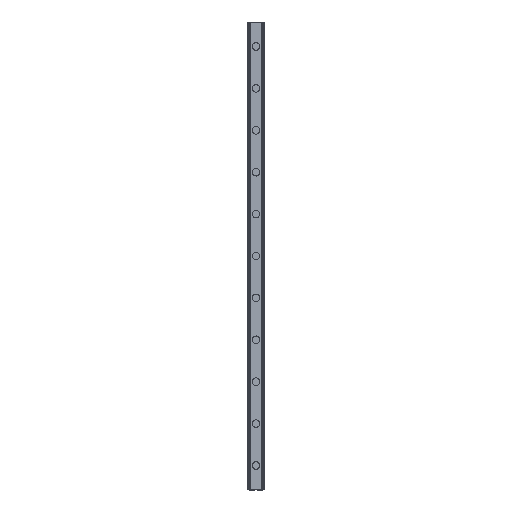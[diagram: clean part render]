
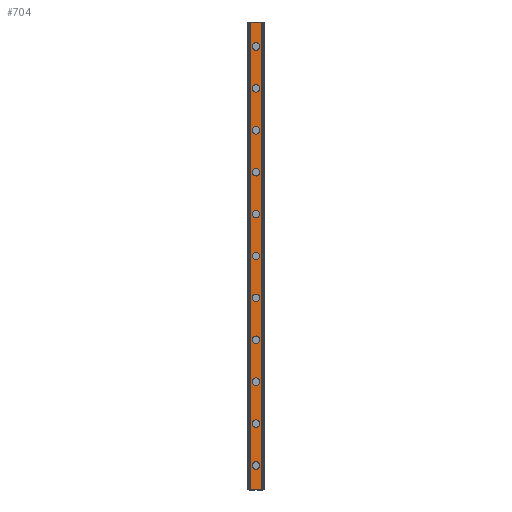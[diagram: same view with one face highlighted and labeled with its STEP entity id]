
A CAD part, top view. The second image highlights one B-rep face of the part: STEP entity #704.
In plain terms, the highlighted planar face has unit normal (0, 0, 1).
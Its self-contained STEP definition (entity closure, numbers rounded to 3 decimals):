
#704=ADVANCED_FACE('',(#1441,#1442,#1443,#1444,#1445,#1446,#1447,#1448,#1449,#1450,#1451,#1452),#1453,.T.);
#1441=FACE_BOUND('',#2204,.T.);
#1442=FACE_BOUND('',#2205,.T.);
#1443=FACE_BOUND('',#2206,.T.);
#1444=FACE_BOUND('',#2207,.T.);
#1445=FACE_BOUND('',#2208,.T.);
#1446=FACE_BOUND('',#2209,.T.);
#1447=FACE_BOUND('',#2210,.T.);
#1448=FACE_BOUND('',#2211,.T.);
#1449=FACE_BOUND('',#2212,.T.);
#1450=FACE_BOUND('',#2213,.T.);
#1451=FACE_BOUND('',#2214,.T.);
#1452=FACE_OUTER_BOUND('',#2215,.T.);
#1453=PLANE('',#2216);
#2204=EDGE_LOOP('',(#4299,#4300));
#2205=EDGE_LOOP('',(#4301,#4302));
#2206=EDGE_LOOP('',(#4303,#4304));
#2207=EDGE_LOOP('',(#4305,#4306));
#2208=EDGE_LOOP('',(#4307,#4308));
#2209=EDGE_LOOP('',(#4309,#4310));
#2210=EDGE_LOOP('',(#4311,#4312));
#2211=EDGE_LOOP('',(#4313,#4314));
#2212=EDGE_LOOP('',(#4315,#4316));
#2213=EDGE_LOOP('',(#4317,#4318));
#2214=EDGE_LOOP('',(#4319,#4320));
#2215=EDGE_LOOP('',(#4321,#4322,#4323,#4324));
#2216=AXIS2_PLACEMENT_3D('',#4325,#4326,#4327);
#4299=ORIENTED_EDGE('',*,*,#4705,.T.);
#4300=ORIENTED_EDGE('',*,*,#5164,.T.);
#4301=ORIENTED_EDGE('',*,*,#4691,.T.);
#4302=ORIENTED_EDGE('',*,*,#5204,.T.);
#4303=ORIENTED_EDGE('',*,*,#4677,.T.);
#4304=ORIENTED_EDGE('',*,*,#5219,.T.);
#4305=ORIENTED_EDGE('',*,*,#4663,.T.);
#4306=ORIENTED_EDGE('',*,*,#5234,.T.);
#4307=ORIENTED_EDGE('',*,*,#4649,.T.);
#4308=ORIENTED_EDGE('',*,*,#5249,.T.);
#4309=ORIENTED_EDGE('',*,*,#4635,.T.);
#4310=ORIENTED_EDGE('',*,*,#5264,.T.);
#4311=ORIENTED_EDGE('',*,*,#4621,.T.);
#4312=ORIENTED_EDGE('',*,*,#5279,.T.);
#4313=ORIENTED_EDGE('',*,*,#4607,.T.);
#4314=ORIENTED_EDGE('',*,*,#5294,.T.);
#4315=ORIENTED_EDGE('',*,*,#4593,.T.);
#4316=ORIENTED_EDGE('',*,*,#5309,.T.);
#4317=ORIENTED_EDGE('',*,*,#4579,.T.);
#4318=ORIENTED_EDGE('',*,*,#5324,.T.);
#4319=ORIENTED_EDGE('',*,*,#4565,.T.);
#4320=ORIENTED_EDGE('',*,*,#5339,.T.);
#4321=ORIENTED_EDGE('',*,*,#5142,.T.);
#4322=ORIENTED_EDGE('',*,*,#5394,.F.);
#4323=ORIENTED_EDGE('',*,*,#5006,.F.);
#4324=ORIENTED_EDGE('',*,*,#5392,.T.);
#4325=CARTESIAN_POINT('',(0.0,670.0,22.));
#4326=DIRECTION('',(0.0,0.0,1.0));
#4327=DIRECTION('',(-1.0,0.0,-0.0));
#4565=EDGE_CURVE('',#5464,#5461,#5465,.T.);
#4579=EDGE_CURVE('',#5490,#5487,#5491,.T.);
#4593=EDGE_CURVE('',#5516,#5513,#5517,.T.);
#4607=EDGE_CURVE('',#5542,#5539,#5543,.T.);
#4621=EDGE_CURVE('',#5568,#5565,#5569,.T.);
#4635=EDGE_CURVE('',#5594,#5591,#5595,.T.);
#4649=EDGE_CURVE('',#5620,#5617,#5621,.T.);
#4663=EDGE_CURVE('',#5646,#5643,#5647,.T.);
#4677=EDGE_CURVE('',#5672,#5669,#5673,.T.);
#4691=EDGE_CURVE('',#5698,#5695,#5699,.T.);
#4705=EDGE_CURVE('',#5724,#5721,#5725,.T.);
#5006=EDGE_CURVE('',#6168,#6170,#6171,.T.);
#5142=EDGE_CURVE('',#6397,#6395,#6398,.T.);
#5164=EDGE_CURVE('',#5721,#5724,#6439,.T.);
#5204=EDGE_CURVE('',#5695,#5698,#6493,.T.);
#5219=EDGE_CURVE('',#5669,#5672,#6511,.T.);
#5234=EDGE_CURVE('',#5643,#5646,#6529,.T.);
#5249=EDGE_CURVE('',#5617,#5620,#6547,.T.);
#5264=EDGE_CURVE('',#5591,#5594,#6565,.T.);
#5279=EDGE_CURVE('',#5565,#5568,#6583,.T.);
#5294=EDGE_CURVE('',#5539,#5542,#6601,.T.);
#5309=EDGE_CURVE('',#5513,#5516,#6619,.T.);
#5324=EDGE_CURVE('',#5487,#5490,#6637,.T.);
#5339=EDGE_CURVE('',#5461,#5464,#6655,.T.);
#5392=EDGE_CURVE('',#6168,#6397,#6711,.T.);
#5394=EDGE_CURVE('',#6170,#6395,#6713,.T.);
#5461=VERTEX_POINT('',#6782);
#5464=VERTEX_POINT('',#6786);
#5465=CIRCLE('',#6787,5.5);
#5487=VERTEX_POINT('',#6812);
#5490=VERTEX_POINT('',#6816);
#5491=CIRCLE('',#6817,5.5);
#5513=VERTEX_POINT('',#6842);
#5516=VERTEX_POINT('',#6846);
#5517=CIRCLE('',#6847,5.5);
#5539=VERTEX_POINT('',#6872);
#5542=VERTEX_POINT('',#6876);
#5543=CIRCLE('',#6877,5.5);
#5565=VERTEX_POINT('',#6902);
#5568=VERTEX_POINT('',#6906);
#5569=CIRCLE('',#6907,5.5);
#5591=VERTEX_POINT('',#6932);
#5594=VERTEX_POINT('',#6936);
#5595=CIRCLE('',#6937,5.5);
#5617=VERTEX_POINT('',#6962);
#5620=VERTEX_POINT('',#6966);
#5621=CIRCLE('',#6967,5.5);
#5643=VERTEX_POINT('',#6992);
#5646=VERTEX_POINT('',#6996);
#5647=CIRCLE('',#6997,5.5);
#5669=VERTEX_POINT('',#7022);
#5672=VERTEX_POINT('',#7026);
#5673=CIRCLE('',#7027,5.5);
#5695=VERTEX_POINT('',#7052);
#5698=VERTEX_POINT('',#7056);
#5699=CIRCLE('',#7057,5.5);
#5721=VERTEX_POINT('',#7082);
#5724=VERTEX_POINT('',#7086);
#5725=CIRCLE('',#7087,5.5);
#6168=VERTEX_POINT('',#7677);
#6170=VERTEX_POINT('',#7680);
#6171=LINE('',#7681,#7682);
#6395=VERTEX_POINT('',#7994);
#6397=VERTEX_POINT('',#7997);
#6398=LINE('',#7998,#7999);
#6439=CIRCLE('',#8049,5.5);
#6493=CIRCLE('',#8119,5.5);
#6511=CIRCLE('',#8140,5.5);
#6529=CIRCLE('',#8161,5.5);
#6547=CIRCLE('',#8182,5.5);
#6565=CIRCLE('',#8203,5.5);
#6583=CIRCLE('',#8224,5.5);
#6601=CIRCLE('',#8245,5.5);
#6619=CIRCLE('',#8266,5.5);
#6637=CIRCLE('',#8287,5.5);
#6655=CIRCLE('',#8308,5.5);
#6711=LINE('',#8386,#8387);
#6713=LINE('',#8389,#8390);
#6782=CARTESIAN_POINT('',(5.5,35.0,22.));
#6786=CARTESIAN_POINT('',(-5.5,35.0,22.));
#6787=AXIS2_PLACEMENT_3D('',#8483,#8484,#8485);
#6812=CARTESIAN_POINT('',(5.5,95.0,22.));
#6816=CARTESIAN_POINT('',(-5.5,95.0,22.));
#6817=AXIS2_PLACEMENT_3D('',#8511,#8512,#8513);
#6842=CARTESIAN_POINT('',(5.5,155.0,22.));
#6846=CARTESIAN_POINT('',(-5.5,155.0,22.));
#6847=AXIS2_PLACEMENT_3D('',#8539,#8540,#8541);
#6872=CARTESIAN_POINT('',(5.5,215.0,22.));
#6876=CARTESIAN_POINT('',(-5.5,215.0,22.));
#6877=AXIS2_PLACEMENT_3D('',#8567,#8568,#8569);
#6902=CARTESIAN_POINT('',(5.5,275.0,22.));
#6906=CARTESIAN_POINT('',(-5.5,275.0,22.));
#6907=AXIS2_PLACEMENT_3D('',#8595,#8596,#8597);
#6932=CARTESIAN_POINT('',(5.5,335.0,22.));
#6936=CARTESIAN_POINT('',(-5.5,335.0,22.));
#6937=AXIS2_PLACEMENT_3D('',#8623,#8624,#8625);
#6962=CARTESIAN_POINT('',(5.5,395.0,22.));
#6966=CARTESIAN_POINT('',(-5.5,395.0,22.));
#6967=AXIS2_PLACEMENT_3D('',#8651,#8652,#8653);
#6992=CARTESIAN_POINT('',(5.5,455.0,22.));
#6996=CARTESIAN_POINT('',(-5.5,455.0,22.));
#6997=AXIS2_PLACEMENT_3D('',#8679,#8680,#8681);
#7022=CARTESIAN_POINT('',(5.5,515.0,22.));
#7026=CARTESIAN_POINT('',(-5.5,515.0,22.));
#7027=AXIS2_PLACEMENT_3D('',#8707,#8708,#8709);
#7052=CARTESIAN_POINT('',(5.5,575.0,22.));
#7056=CARTESIAN_POINT('',(-5.5,575.0,22.));
#7057=AXIS2_PLACEMENT_3D('',#8735,#8736,#8737);
#7082=CARTESIAN_POINT('',(5.5,635.0,22.));
#7086=CARTESIAN_POINT('',(-5.5,635.0,22.));
#7087=AXIS2_PLACEMENT_3D('',#8763,#8764,#8765);
#7677=CARTESIAN_POINT('',(-8.3,670.0,22.));
#7680=CARTESIAN_POINT('',(8.3,670.0,22.));
#7681=CARTESIAN_POINT('',(-8.3,670.0,22.));
#7682=VECTOR('',#9115,1.0);
#7994=CARTESIAN_POINT('',(8.3,0.0,22.));
#7997=CARTESIAN_POINT('',(-8.3,0.0,22.));
#7998=CARTESIAN_POINT('',(-8.3,0.0,22.));
#7999=VECTOR('',#9271,1.0);
#8049=AXIS2_PLACEMENT_3D('',#9314,#9315,#9316);
#8119=AXIS2_PLACEMENT_3D('',#9381,#9382,#9383);
#8140=AXIS2_PLACEMENT_3D('',#9402,#9403,#9404);
#8161=AXIS2_PLACEMENT_3D('',#9423,#9424,#9425);
#8182=AXIS2_PLACEMENT_3D('',#9444,#9445,#9446);
#8203=AXIS2_PLACEMENT_3D('',#9465,#9466,#9467);
#8224=AXIS2_PLACEMENT_3D('',#9486,#9487,#9488);
#8245=AXIS2_PLACEMENT_3D('',#9507,#9508,#9509);
#8266=AXIS2_PLACEMENT_3D('',#9528,#9529,#9530);
#8287=AXIS2_PLACEMENT_3D('',#9549,#9550,#9551);
#8308=AXIS2_PLACEMENT_3D('',#9570,#9571,#9572);
#8386=CARTESIAN_POINT('',(-8.3,670.0,22.));
#8387=VECTOR('',#9610,1.0);
#8389=CARTESIAN_POINT('',(8.3,670.0,22.));
#8390=VECTOR('',#9611,1.0);
#8483=CARTESIAN_POINT('',(0.0,35.0,22.));
#8484=DIRECTION('',(0.0,0.0,-1.0));
#8485=DIRECTION('',(1.0,0.0,0.0));
#8511=CARTESIAN_POINT('',(0.0,95.0,22.));
#8512=DIRECTION('',(0.0,0.0,-1.0));
#8513=DIRECTION('',(1.0,0.0,0.0));
#8539=CARTESIAN_POINT('',(0.0,155.0,22.));
#8540=DIRECTION('',(0.0,0.0,-1.0));
#8541=DIRECTION('',(1.0,0.0,0.0));
#8567=CARTESIAN_POINT('',(0.0,215.0,22.));
#8568=DIRECTION('',(0.0,0.0,-1.0));
#8569=DIRECTION('',(1.0,0.0,0.0));
#8595=CARTESIAN_POINT('',(0.0,275.0,22.));
#8596=DIRECTION('',(0.0,0.0,-1.0));
#8597=DIRECTION('',(1.0,0.0,0.0));
#8623=CARTESIAN_POINT('',(0.0,335.0,22.));
#8624=DIRECTION('',(0.0,0.0,-1.0));
#8625=DIRECTION('',(1.0,0.0,0.0));
#8651=CARTESIAN_POINT('',(0.0,395.0,22.));
#8652=DIRECTION('',(0.0,0.0,-1.0));
#8653=DIRECTION('',(1.0,0.0,0.0));
#8679=CARTESIAN_POINT('',(0.0,455.0,22.));
#8680=DIRECTION('',(0.0,0.0,-1.0));
#8681=DIRECTION('',(1.0,0.0,0.0));
#8707=CARTESIAN_POINT('',(0.0,515.0,22.));
#8708=DIRECTION('',(0.0,0.0,-1.0));
#8709=DIRECTION('',(1.0,0.0,0.0));
#8735=CARTESIAN_POINT('',(0.0,575.0,22.));
#8736=DIRECTION('',(0.0,0.0,-1.0));
#8737=DIRECTION('',(1.0,0.0,0.0));
#8763=CARTESIAN_POINT('',(0.0,635.0,22.));
#8764=DIRECTION('',(0.0,0.0,-1.0));
#8765=DIRECTION('',(1.0,0.0,0.0));
#9115=DIRECTION('',(1.0,0.0,0.0));
#9271=DIRECTION('',(1.0,0.0,0.0));
#9314=CARTESIAN_POINT('',(0.0,635.0,22.));
#9315=DIRECTION('',(0.0,0.0,-1.0));
#9316=DIRECTION('',(1.0,0.0,0.0));
#9381=CARTESIAN_POINT('',(0.0,575.0,22.));
#9382=DIRECTION('',(0.0,0.0,-1.0));
#9383=DIRECTION('',(1.0,0.0,0.0));
#9402=CARTESIAN_POINT('',(0.0,515.0,22.));
#9403=DIRECTION('',(0.0,0.0,-1.0));
#9404=DIRECTION('',(1.0,0.0,0.0));
#9423=CARTESIAN_POINT('',(0.0,455.0,22.));
#9424=DIRECTION('',(0.0,0.0,-1.0));
#9425=DIRECTION('',(1.0,0.0,0.0));
#9444=CARTESIAN_POINT('',(0.0,395.0,22.));
#9445=DIRECTION('',(0.0,0.0,-1.0));
#9446=DIRECTION('',(1.0,0.0,0.0));
#9465=CARTESIAN_POINT('',(0.0,335.0,22.));
#9466=DIRECTION('',(0.0,0.0,-1.0));
#9467=DIRECTION('',(1.0,0.0,0.0));
#9486=CARTESIAN_POINT('',(0.0,275.0,22.));
#9487=DIRECTION('',(0.0,0.0,-1.0));
#9488=DIRECTION('',(1.0,0.0,0.0));
#9507=CARTESIAN_POINT('',(0.0,215.0,22.));
#9508=DIRECTION('',(0.0,0.0,-1.0));
#9509=DIRECTION('',(1.0,0.0,0.0));
#9528=CARTESIAN_POINT('',(0.0,155.0,22.));
#9529=DIRECTION('',(0.0,0.0,-1.0));
#9530=DIRECTION('',(1.0,0.0,0.0));
#9549=CARTESIAN_POINT('',(0.0,95.0,22.));
#9550=DIRECTION('',(0.0,0.0,-1.0));
#9551=DIRECTION('',(1.0,0.0,0.0));
#9570=CARTESIAN_POINT('',(0.0,35.0,22.));
#9571=DIRECTION('',(0.0,0.0,-1.0));
#9572=DIRECTION('',(1.0,0.0,0.0));
#9610=DIRECTION('',(0.0,-1.0,0.0));
#9611=DIRECTION('',(0.0,-1.0,0.0));
